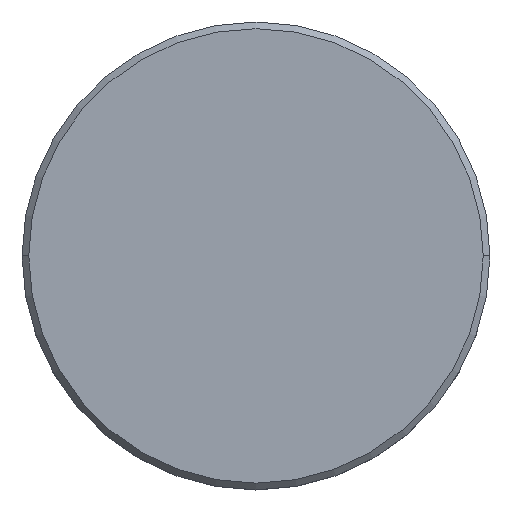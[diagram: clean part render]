
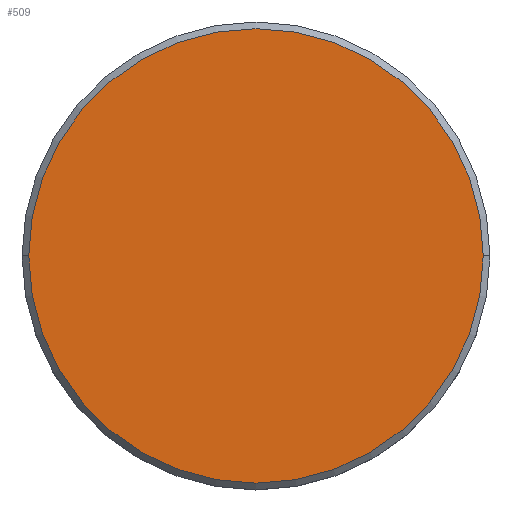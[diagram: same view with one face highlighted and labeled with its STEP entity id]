
A CAD part, top view. The second image highlights one B-rep face of the part: STEP entity #509.
In plain terms, the highlighted planar face has unit normal (0, 0, 1).
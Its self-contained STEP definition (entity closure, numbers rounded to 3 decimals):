
#17 = FACE_OUTER_BOUND ( 'NONE', #61, .T. ) ;
#24 = DIRECTION ( 'NONE',  ( 0., 0., 1. ) ) ;
#41 = DIRECTION ( 'NONE',  ( 0., 0., 1. ) ) ;
#51 = ORIENTED_EDGE ( 'NONE', *, *, #85, .T. ) ;
#61 = EDGE_LOOP ( 'NONE', ( #51, #394 ) ) ;
#80 = DIRECTION ( 'NONE',  ( 1., 0., 0. ) ) ;
#85 = EDGE_CURVE ( 'NONE', #168, #521, #476, .T. ) ;
#109 = PLANE ( 'NONE',  #334 ) ;
#153 = CARTESIAN_POINT ( 'NONE',  ( 17., 0., 0. ) ) ;
#168 = VERTEX_POINT ( 'NONE', #499 ) ;
#171 = EDGE_CURVE ( 'NONE', #521, #168, #423, .T. ) ;
#193 = DIRECTION ( 'NONE',  ( 0., 0., 1. ) ) ;
#209 = DIRECTION ( 'NONE',  ( 1., 0., 0. ) ) ;
#304 = AXIS2_PLACEMENT_3D ( 'NONE', #448, #24, #209 ) ;
#334 = AXIS2_PLACEMENT_3D ( 'NONE', #482, #193, #519 ) ;
#394 = ORIENTED_EDGE ( 'NONE', *, *, #171, .T. ) ;
#423 = CIRCLE ( 'NONE', #573, 17. ) ;
#448 = CARTESIAN_POINT ( 'NONE',  ( 0., 0., 0. ) ) ;
#476 = CIRCLE ( 'NONE', #304, 17. ) ;
#482 = CARTESIAN_POINT ( 'NONE',  ( 0., 0., 0. ) ) ;
#499 = CARTESIAN_POINT ( 'NONE',  ( -17., 0., 0. ) ) ;
#509 = ADVANCED_FACE ( 'NONE', ( #17 ), #109, .T. ) ;
#519 = DIRECTION ( 'NONE',  ( 1., 0., 0. ) ) ;
#521 = VERTEX_POINT ( 'NONE', #153 ) ;
#531 = CARTESIAN_POINT ( 'NONE',  ( 0., 0., 0. ) ) ;
#573 = AXIS2_PLACEMENT_3D ( 'NONE', #531, #41, #80 ) ;
